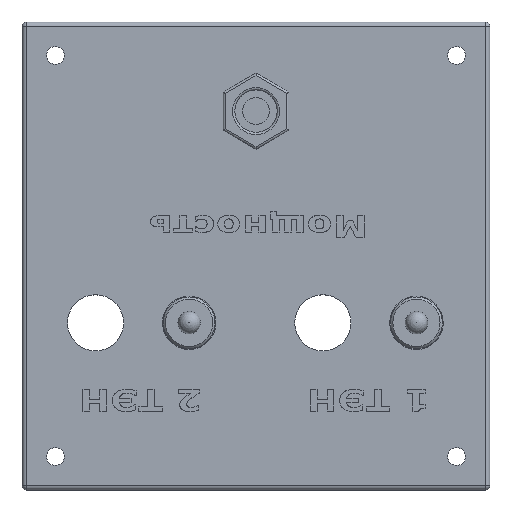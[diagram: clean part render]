
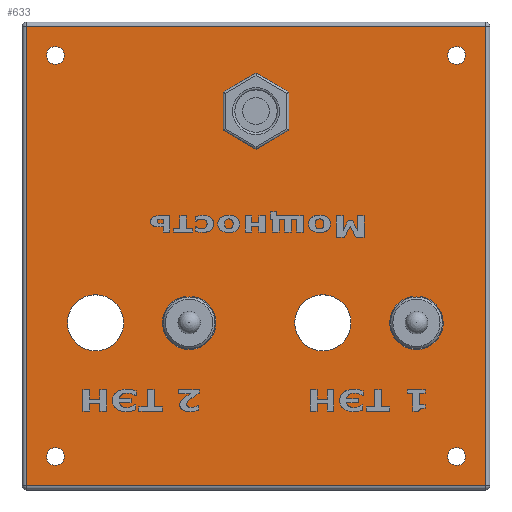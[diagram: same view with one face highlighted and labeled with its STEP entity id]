
A CAD part, top view. The second image highlights one B-rep face of the part: STEP entity #633.
In plain terms, the highlighted planar face has unit normal (0, 0, 1).
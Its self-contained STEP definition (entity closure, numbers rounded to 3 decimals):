
#633=ADVANCED_FACE('',(#1064,#1066,#1068,#1070,#1072,#1074,#1076,#1078,#1080,#1082),
#1084,.T.);
#1064=FACE_BOUND('',#1065,.T.);
#1065=EDGE_LOOP('',(#4007,#4008,#4009,#4010));
#1066=FACE_BOUND('',#1067,.T.);
#1067=EDGE_LOOP('',(#4011,#4012,#4013,#4014,#4015,#4016));
#1068=FACE_BOUND('',#1069,.T.);
#1069=EDGE_LOOP('',(#4017,#4018,#4019,#4020,#4021,#4022));
#1070=FACE_BOUND('',#1071,.T.);
#1071=EDGE_LOOP('',(#4023));
#1072=FACE_BOUND('',#1073,.T.);
#1073=EDGE_LOOP('',(#4024));
#1074=FACE_BOUND('',#1075,.T.);
#1075=EDGE_LOOP('',(#4025));
#1076=FACE_BOUND('',#1077,.T.);
#1077=EDGE_LOOP('',(#4026));
#1078=FACE_BOUND('',#1079,.T.);
#1079=EDGE_LOOP('',(#4027));
#1080=FACE_BOUND('',#1081,.T.);
#1081=EDGE_LOOP('',(#4028));
#1082=FACE_BOUND('',#1083,.T.);
#1083=EDGE_LOOP('',(#4029));
#1084=PLANE('',#1085);
#1085=AXIS2_PLACEMENT_3D('',#1086,#1087,#1088);
#1086=CARTESIAN_POINT('',(0.,0.,3.));
#1087=DIRECTION('',(0.,0.,1.));
#1088=DIRECTION('',(-1.,0.,0.));
#4007=ORIENTED_EDGE('',*,*,#6729,.T.);
#4008=ORIENTED_EDGE('',*,*,#6730,.T.);
#4009=ORIENTED_EDGE('',*,*,#6731,.T.);
#4010=ORIENTED_EDGE('',*,*,#6732,.T.);
#4011=ORIENTED_EDGE('',*,*,#6733,.F.);
#4012=ORIENTED_EDGE('',*,*,#6734,.T.);
#4013=ORIENTED_EDGE('',*,*,#6735,.F.);
#4014=ORIENTED_EDGE('',*,*,#6736,.T.);
#4015=ORIENTED_EDGE('',*,*,#6737,.T.);
#4016=ORIENTED_EDGE('',*,*,#6738,.T.);
#4017=ORIENTED_EDGE('',*,*,#6739,.F.);
#4018=ORIENTED_EDGE('',*,*,#6740,.T.);
#4019=ORIENTED_EDGE('',*,*,#6741,.F.);
#4020=ORIENTED_EDGE('',*,*,#6742,.T.);
#4021=ORIENTED_EDGE('',*,*,#6743,.T.);
#4022=ORIENTED_EDGE('',*,*,#6744,.T.);
#4023=ORIENTED_EDGE('',*,*,#6745,.T.);
#4024=ORIENTED_EDGE('',*,*,#6746,.T.);
#4025=ORIENTED_EDGE('',*,*,#6747,.T.);
#4026=ORIENTED_EDGE('',*,*,#6748,.T.);
#4027=ORIENTED_EDGE('',*,*,#6749,.T.);
#4028=ORIENTED_EDGE('',*,*,#6750,.T.);
#4029=ORIENTED_EDGE('',*,*,#6751,.T.);
#6729=EDGE_CURVE('',#7835,#7836,#7837,.T.);
#6730=EDGE_CURVE('',#7836,#7838,#7839,.T.);
#6731=EDGE_CURVE('',#7838,#7840,#7841,.T.);
#6732=EDGE_CURVE('',#7840,#7835,#7842,.T.);
#6733=EDGE_CURVE('',#7843,#7844,#7845,.F.);
#6734=EDGE_CURVE('',#7843,#7846,#7847,.T.);
#6735=EDGE_CURVE('',#7848,#7846,#7849,.F.);
#6736=EDGE_CURVE('',#7848,#7850,#7851,.T.);
#6737=EDGE_CURVE('',#7850,#7852,#7853,.F.);
#6738=EDGE_CURVE('',#7852,#7844,#7854,.T.);
#6739=EDGE_CURVE('',#7855,#7856,#7857,.F.);
#6740=EDGE_CURVE('',#7855,#7858,#7859,.T.);
#6741=EDGE_CURVE('',#7860,#7858,#7861,.F.);
#6742=EDGE_CURVE('',#7860,#7862,#7863,.T.);
#6743=EDGE_CURVE('',#7862,#7864,#7865,.F.);
#6744=EDGE_CURVE('',#7864,#7856,#7866,.T.);
#6745=EDGE_CURVE('',#7867,#7867,#7868,.F.);
#6746=EDGE_CURVE('',#7869,#7869,#7870,.F.);
#6747=EDGE_CURVE('',#7871,#7871,#7872,.F.);
#6748=EDGE_CURVE('',#7873,#7873,#7874,.F.);
#6749=EDGE_CURVE('',#7875,#7875,#7876,.F.);
#6750=EDGE_CURVE('',#7877,#7877,#7878,.F.);
#6751=EDGE_CURVE('',#7879,#7879,#7880,.F.);
#7835=VERTEX_POINT('',#9678);
#7836=VERTEX_POINT('',#9679);
#7837=LINE('',#9680,#9681);
#7838=VERTEX_POINT('',#9683);
#7839=LINE('',#9684,#9685);
#7840=VERTEX_POINT('',#9687);
#7841=LINE('',#9688,#9689);
#7842=LINE('',#9691,#9692);
#7843=VERTEX_POINT('',#9694);
#7844=VERTEX_POINT('',#9695);
#7845=CIRCLE('',#9696,0.5);
#7846=VERTEX_POINT('',#9700);
#7847=LINE('',#9701,#9702);
#7848=VERTEX_POINT('',#9704);
#7849=CIRCLE('',#9705,0.5);
#7850=VERTEX_POINT('',#9709);
#7851=LINE('',#9710,#9711);
#7852=VERTEX_POINT('',#9713);
#7853=CIRCLE('',#9714,6.);
#7854=LINE('',#9718,#9719);
#7855=VERTEX_POINT('',#9721);
#7856=VERTEX_POINT('',#9722);
#7857=CIRCLE('',#9723,0.5);
#7858=VERTEX_POINT('',#9727);
#7859=LINE('',#9728,#9729);
#7860=VERTEX_POINT('',#9731);
#7861=CIRCLE('',#9732,0.5);
#7862=VERTEX_POINT('',#9736);
#7863=LINE('',#9737,#9738);
#7864=VERTEX_POINT('',#9740);
#7865=CIRCLE('',#9741,6.);
#7866=LINE('',#9745,#9746);
#7867=VERTEX_POINT('',#9748);
#7868=CIRCLE('',#9749,2.);
#7869=VERTEX_POINT('',#9753);
#7870=CIRCLE('',#9754,2.);
#7871=VERTEX_POINT('',#9758);
#7872=CIRCLE('',#9759,2.);
#7873=VERTEX_POINT('',#9763);
#7874=CIRCLE('',#9764,2.);
#7875=VERTEX_POINT('',#9768);
#7876=CIRCLE('',#9769,5.);
#7877=VERTEX_POINT('',#9773);
#7878=CIRCLE('',#9774,6.3);
#7879=VERTEX_POINT('',#9778);
#7880=CIRCLE('',#9779,6.3);
#9678=CARTESIAN_POINT('',(-51.5,51.5,3.));
#9679=CARTESIAN_POINT('',(-51.5,-51.5,3.));
#9680=CARTESIAN_POINT('',(-51.5,51.5,3.));
#9681=VECTOR('',#9682,1.);
#9682=DIRECTION('',(0.,-1.,0.));
#9683=CARTESIAN_POINT('',(51.5,-51.5,3.));
#9684=CARTESIAN_POINT('',(-51.5,-51.5,3.));
#9685=VECTOR('',#9686,1.);
#9686=DIRECTION('',(1.,0.,0.));
#9687=CARTESIAN_POINT('',(51.5,51.5,3.));
#9688=CARTESIAN_POINT('',(51.5,-51.5,3.));
#9689=VECTOR('',#9690,1.);
#9690=DIRECTION('',(0.,1.,0.));
#9691=CARTESIAN_POINT('',(51.5,51.5,3.));
#9692=VECTOR('',#9693,1.);
#9693=DIRECTION('',(-1.,0.,0.));
#9694=CARTESIAN_POINT('',(35.7,-10.,3.));
#9695=CARTESIAN_POINT('',(35.2,-9.5,3.));
#9696=AXIS2_PLACEMENT_3D('',#9697,#9698,#9699);
#9697=CARTESIAN_POINT('',(35.7,-9.5,3.));
#9698=DIRECTION('',(0.,0.,1.));
#9699=DIRECTION('',(-1.,0.,0.));
#9700=CARTESIAN_POINT('',(36.3,-10.,3.));
#9701=CARTESIAN_POINT('',(35.7,-10.,3.));
#9702=VECTOR('',#9703,1.);
#9703=DIRECTION('',(1.,0.,0.));
#9704=CARTESIAN_POINT('',(36.8,-9.5,3.));
#9705=AXIS2_PLACEMENT_3D('',#9706,#9707,#9708);
#9706=CARTESIAN_POINT('',(36.3,-9.5,3.));
#9707=DIRECTION('',(0.,0.,1.));
#9708=DIRECTION('',(0.,-1.,0.));
#9709=CARTESIAN_POINT('',(36.8,-9.054,3.));
#9710=CARTESIAN_POINT('',(36.8,-9.5,3.));
#9711=VECTOR('',#9712,1.);
#9712=DIRECTION('',(0.,1.,0.));
#9713=CARTESIAN_POINT('',(35.2,-9.054,3.));
#9714=AXIS2_PLACEMENT_3D('',#9715,#9716,#9717);
#9715=CARTESIAN_POINT('',(36.,-15.,3.));
#9716=DIRECTION('',(0.,0.,1.));
#9717=DIRECTION('',(-0.133,0.991,0.));
#9718=CARTESIAN_POINT('',(35.2,-9.054,3.));
#9719=VECTOR('',#9720,1.);
#9720=DIRECTION('',(0.,-1.,0.));
#9721=CARTESIAN_POINT('',(-15.3,-10.,3.));
#9722=CARTESIAN_POINT('',(-15.8,-9.5,3.));
#9723=AXIS2_PLACEMENT_3D('',#9724,#9725,#9726);
#9724=CARTESIAN_POINT('',(-15.3,-9.5,3.));
#9725=DIRECTION('',(0.,0.,1.));
#9726=DIRECTION('',(-1.,0.,0.));
#9727=CARTESIAN_POINT('',(-14.7,-10.,3.));
#9728=CARTESIAN_POINT('',(-15.3,-10.,3.));
#9729=VECTOR('',#9730,1.);
#9730=DIRECTION('',(1.,0.,0.));
#9731=CARTESIAN_POINT('',(-14.2,-9.5,3.));
#9732=AXIS2_PLACEMENT_3D('',#9733,#9734,#9735);
#9733=CARTESIAN_POINT('',(-14.7,-9.5,3.));
#9734=DIRECTION('',(0.,0.,1.));
#9735=DIRECTION('',(0.,-1.,0.));
#9736=CARTESIAN_POINT('',(-14.2,-9.054,3.));
#9737=CARTESIAN_POINT('',(-14.2,-9.5,3.));
#9738=VECTOR('',#9739,1.);
#9739=DIRECTION('',(0.,1.,0.));
#9740=CARTESIAN_POINT('',(-15.8,-9.054,3.));
#9741=AXIS2_PLACEMENT_3D('',#9742,#9743,#9744);
#9742=CARTESIAN_POINT('',(-15.,-15.,3.));
#9743=DIRECTION('',(0.,0.,1.));
#9744=DIRECTION('',(-0.133,0.991,0.));
#9745=CARTESIAN_POINT('',(-15.8,-9.054,3.));
#9746=VECTOR('',#9747,1.);
#9747=DIRECTION('',(0.,-1.,0.));
#9748=CARTESIAN_POINT('',(43.,45.,3.));
#9749=AXIS2_PLACEMENT_3D('',#9750,#9751,#9752);
#9750=CARTESIAN_POINT('',(45.,45.,3.));
#9751=DIRECTION('',(0.,0.,1.));
#9752=DIRECTION('',(-1.,0.,0.));
#9753=CARTESIAN_POINT('',(-47.,45.,3.));
#9754=AXIS2_PLACEMENT_3D('',#9755,#9756,#9757);
#9755=CARTESIAN_POINT('',(-45.,45.,3.));
#9756=DIRECTION('',(0.,0.,1.));
#9757=DIRECTION('',(-1.,0.,0.));
#9758=CARTESIAN_POINT('',(43.,-45.,3.));
#9759=AXIS2_PLACEMENT_3D('',#9760,#9761,#9762);
#9760=CARTESIAN_POINT('',(45.,-45.,3.));
#9761=DIRECTION('',(0.,0.,1.));
#9762=DIRECTION('',(-1.,0.,0.));
#9763=CARTESIAN_POINT('',(-47.,-45.,3.));
#9764=AXIS2_PLACEMENT_3D('',#9765,#9766,#9767);
#9765=CARTESIAN_POINT('',(-45.,-45.,3.));
#9766=DIRECTION('',(0.,0.,1.));
#9767=DIRECTION('',(-1.,0.,0.));
#9768=CARTESIAN_POINT('',(-5.,32.5,3.));
#9769=AXIS2_PLACEMENT_3D('',#9770,#9771,#9772);
#9770=CARTESIAN_POINT('',(0.,32.5,3.));
#9771=DIRECTION('',(0.,0.,1.));
#9772=DIRECTION('',(-1.,0.,0.));
#9773=CARTESIAN_POINT('',(-42.3,-15.,3.));
#9774=AXIS2_PLACEMENT_3D('',#9775,#9776,#9777);
#9775=CARTESIAN_POINT('',(-36.,-15.,3.));
#9776=DIRECTION('',(0.,0.,1.));
#9777=DIRECTION('',(-1.,0.,0.));
#9778=CARTESIAN_POINT('',(8.7,-15.,3.));
#9779=AXIS2_PLACEMENT_3D('',#9780,#9781,#9782);
#9780=CARTESIAN_POINT('',(15.,-15.,3.));
#9781=DIRECTION('',(0.,0.,1.));
#9782=DIRECTION('',(-1.,0.,0.));
